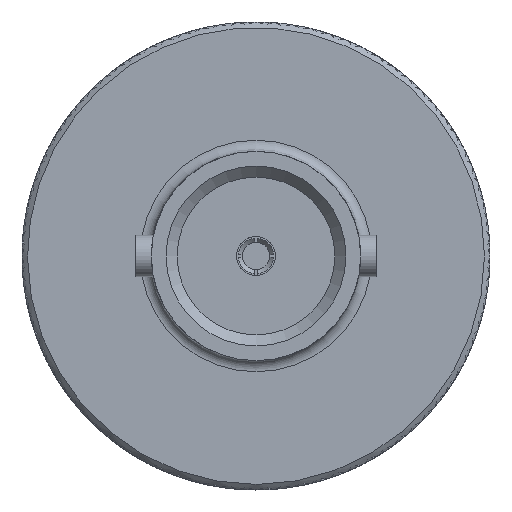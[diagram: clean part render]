
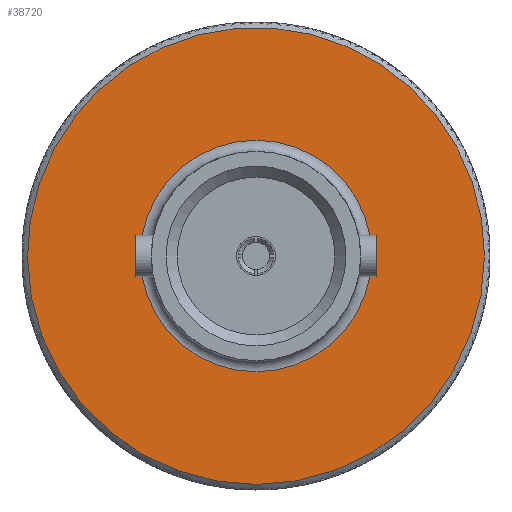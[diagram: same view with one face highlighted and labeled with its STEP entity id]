
A CAD part, left-side view. The second image highlights one B-rep face of the part: STEP entity #38720.
In plain terms, the highlighted planar face has unit normal (-1, 0, 0).
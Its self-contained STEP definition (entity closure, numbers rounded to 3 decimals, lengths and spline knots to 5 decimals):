
#1461 = DIRECTION ( 'NONE',  ( 0., -1., 0. ) ) ;
#6885 = EDGE_LOOP ( 'NONE', ( #102113 ) ) ;
#36767 = EDGE_LOOP ( 'NONE', ( #66600 ) ) ;
#37507 = FACE_OUTER_BOUND ( 'NONE', #6885, .T. ) ;
#38720 = ADVANCED_FACE ( 'NONE', ( #75431, #37507 ), #147430, .T. ) ;
#56905 = CARTESIAN_POINT ( 'NONE',  ( 1.27063, 0., 0. ) ) ;
#58449 = DIRECTION ( 'NONE',  ( -1., 0., 0. ) ) ;
#63880 = DIRECTION ( 'NONE',  ( 1., 0., 0. ) ) ;
#66483 = VERTEX_POINT ( 'NONE', #126569 ) ;
#66600 = ORIENTED_EDGE ( 'NONE', *, *, #80215, .T. ) ;
#74166 = DIRECTION ( 'NONE',  ( 0., -1., 0. ) ) ;
#75431 = FACE_BOUND ( 'NONE', #36767, .T. ) ;
#76496 = CARTESIAN_POINT ( 'NONE',  ( 1.27063, 0., 0. ) ) ;
#80215 = EDGE_CURVE ( 'NONE', #66483, #66483, #97919, .T. ) ;
#84749 = AXIS2_PLACEMENT_3D ( 'NONE', #56905, #58449, #1461 ) ;
#85685 = DIRECTION ( 'NONE',  ( -1., 0., 0. ) ) ;
#97919 = CIRCLE ( 'NONE', #123216, 0.209 ) ;
#98388 = CARTESIAN_POINT ( 'NONE',  ( 1.27063, 0., 0. ) ) ;
#102113 = ORIENTED_EDGE ( 'NONE', *, *, #103800, .T. ) ;
#103800 = EDGE_CURVE ( 'NONE', #136879, #136879, #153016, .T. ) ;
#107188 = AXIS2_PLACEMENT_3D ( 'NONE', #98388, #85685, #121324 ) ;
#116233 = CARTESIAN_POINT ( 'NONE',  ( 1.27063, -0.41262, 0. ) ) ;
#121324 = DIRECTION ( 'NONE',  ( 0., -1., 0. ) ) ;
#123216 = AXIS2_PLACEMENT_3D ( 'NONE', #76496, #63880, #74166 ) ;
#126569 = CARTESIAN_POINT ( 'NONE',  ( 1.27063, -0.209, 0. ) ) ;
#136879 = VERTEX_POINT ( 'NONE', #116233 ) ;
#147430 = PLANE ( 'NONE',  #107188 ) ;
#153016 = CIRCLE ( 'NONE', #84749, 0.41262 ) ;
